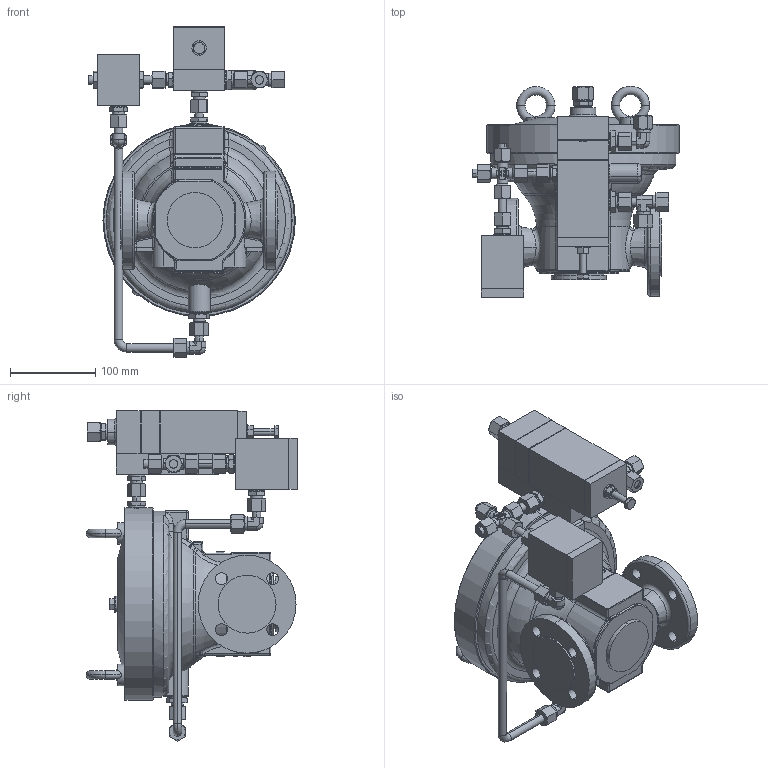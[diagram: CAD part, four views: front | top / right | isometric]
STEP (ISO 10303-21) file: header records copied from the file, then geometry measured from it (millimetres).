
FILE_DESCRIPTION (( 'STEP AP214' ), '1' );
FILE_NAME ('HON402_DN25_0HON630-1_RL.STEP', '2020-04-02T09:15:22', ( '' ), ( '' ), 'SwSTEP 2.0', 'SolidWorks 2017', '' );
FILE_SCHEMA (( 'AUTOMOTIVE_DESIGN' ));
Length unit declared in the file: millimetre
Products named in the file (1): HON402_DN25_0HON630-1_RL
Bounding box: 242.84 x 248.5 x 387.97 mm (x, y, z)
Volume: 5305259.7 mm3; surface area: 368769.8 mm2
Topology: 1 solids, 1 shells, 1720 faces, 4213 edges, 2591 vertices
Faces by surface type: plane 667, cone 394, bspline 310, cylinder 287, torus 50, sphere 12
Entity records: 83385 total; most frequent: CARTESIAN_POINT 27211, ORIENTED_EDGE 8380, DIRECTION 6660, EDGE_CURVE 4190, VERTEX_POINT 2591, AXIS2_PLACEMENT_3D 2464, EDGE_LOOP 1863, LINE 1732
